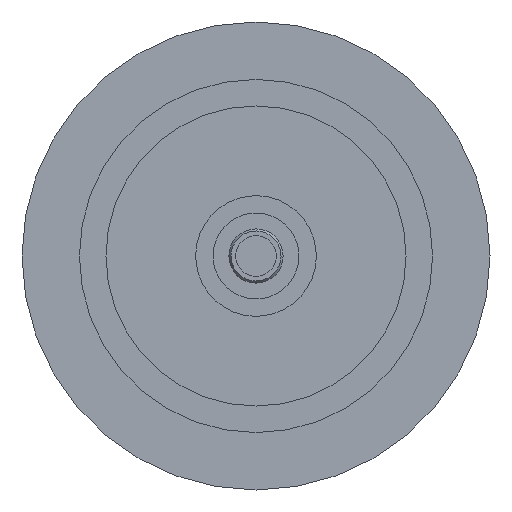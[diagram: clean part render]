
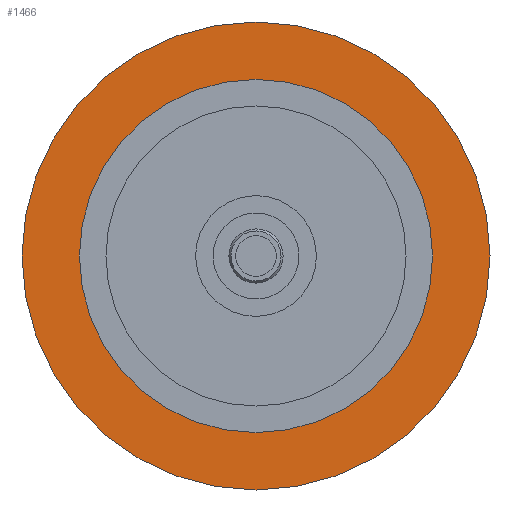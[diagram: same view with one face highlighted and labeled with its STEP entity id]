
A CAD part, front view. The second image highlights one B-rep face of the part: STEP entity #1466.
In plain terms, the highlighted planar face has unit normal (0, -1, 0).
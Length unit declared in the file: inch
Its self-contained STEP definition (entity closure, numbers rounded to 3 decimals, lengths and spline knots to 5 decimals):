
#33 = CIRCLE ( 'NONE', #673, 1.08 ) ;
#73 = VERTEX_POINT ( 'NONE', #2137 ) ;
#120 = CIRCLE ( 'NONE', #709, 0.815 ) ;
#246 = EDGE_LOOP ( 'NONE', ( #2253, #1924 ) ) ;
#301 = AXIS2_PLACEMENT_3D ( 'NONE', #1544, #1685, #1532 ) ;
#348 = DIRECTION ( 'NONE',  ( 0., 0., -1. ) ) ;
#386 = DIRECTION ( 'NONE',  ( 0., -1., 0. ) ) ;
#406 = EDGE_CURVE ( 'NONE', #476, #1038, #120, .T. ) ;
#463 = PLANE ( 'NONE',  #1154 ) ;
#476 = VERTEX_POINT ( 'NONE', #940 ) ;
#497 = EDGE_CURVE ( 'NONE', #73, #1035, #33, .T. ) ;
#550 = AXIS2_PLACEMENT_3D ( 'NONE', #1424, #1404, #1401 ) ;
#560 = CARTESIAN_POINT ( 'NONE',  ( -1.08, 0., 0. ) ) ;
#673 = AXIS2_PLACEMENT_3D ( 'NONE', #880, #878, #872 ) ;
#694 = FACE_OUTER_BOUND ( 'NONE', #2274, .T. ) ;
#709 = AXIS2_PLACEMENT_3D ( 'NONE', #1061, #1059, #1055 ) ;
#728 = FACE_BOUND ( 'NONE', #246, .T. ) ;
#872 = DIRECTION ( 'NONE',  ( 0., 0., 1. ) ) ;
#878 = DIRECTION ( 'NONE',  ( 0., 1., 0. ) ) ;
#880 = CARTESIAN_POINT ( 'NONE',  ( 0., 0., 0. ) ) ;
#937 = EDGE_CURVE ( 'NONE', #1035, #73, #1822, .T. ) ;
#940 = CARTESIAN_POINT ( 'NONE',  ( 0., 0., 0.815 ) ) ;
#1035 = VERTEX_POINT ( 'NONE', #1894 ) ;
#1038 = VERTEX_POINT ( 'NONE', #1878 ) ;
#1055 = DIRECTION ( 'NONE',  ( 0., 0., 1. ) ) ;
#1059 = DIRECTION ( 'NONE',  ( 0., 1., 0. ) ) ;
#1061 = CARTESIAN_POINT ( 'NONE',  ( 0., 0., 0. ) ) ;
#1154 = AXIS2_PLACEMENT_3D ( 'NONE', #560, #386, #348 ) ;
#1401 = DIRECTION ( 'NONE',  ( 0., 0., 1. ) ) ;
#1404 = DIRECTION ( 'NONE',  ( 0., 1., 0. ) ) ;
#1424 = CARTESIAN_POINT ( 'NONE',  ( 0., 0., 0. ) ) ;
#1466 = ADVANCED_FACE ( 'NONE', ( #728, #694 ), #463, .T. ) ;
#1532 = DIRECTION ( 'NONE',  ( 0., 0., 1. ) ) ;
#1544 = CARTESIAN_POINT ( 'NONE',  ( 0., 0., 0. ) ) ;
#1566 = ORIENTED_EDGE ( 'NONE', *, *, #497, .F. ) ;
#1685 = DIRECTION ( 'NONE',  ( 0., 1., 0. ) ) ;
#1758 = EDGE_CURVE ( 'NONE', #1038, #476, #2299, .T. ) ;
#1822 = CIRCLE ( 'NONE', #301, 1.08 ) ;
#1847 = ORIENTED_EDGE ( 'NONE', *, *, #937, .F. ) ;
#1878 = CARTESIAN_POINT ( 'NONE',  ( 0., 0., -0.815 ) ) ;
#1894 = CARTESIAN_POINT ( 'NONE',  ( 0., 0., -1.08 ) ) ;
#1924 = ORIENTED_EDGE ( 'NONE', *, *, #1758, .T. ) ;
#2137 = CARTESIAN_POINT ( 'NONE',  ( 0., 0., 1.08 ) ) ;
#2253 = ORIENTED_EDGE ( 'NONE', *, *, #406, .T. ) ;
#2274 = EDGE_LOOP ( 'NONE', ( #1566, #1847 ) ) ;
#2299 = CIRCLE ( 'NONE', #550, 0.815 ) ;
